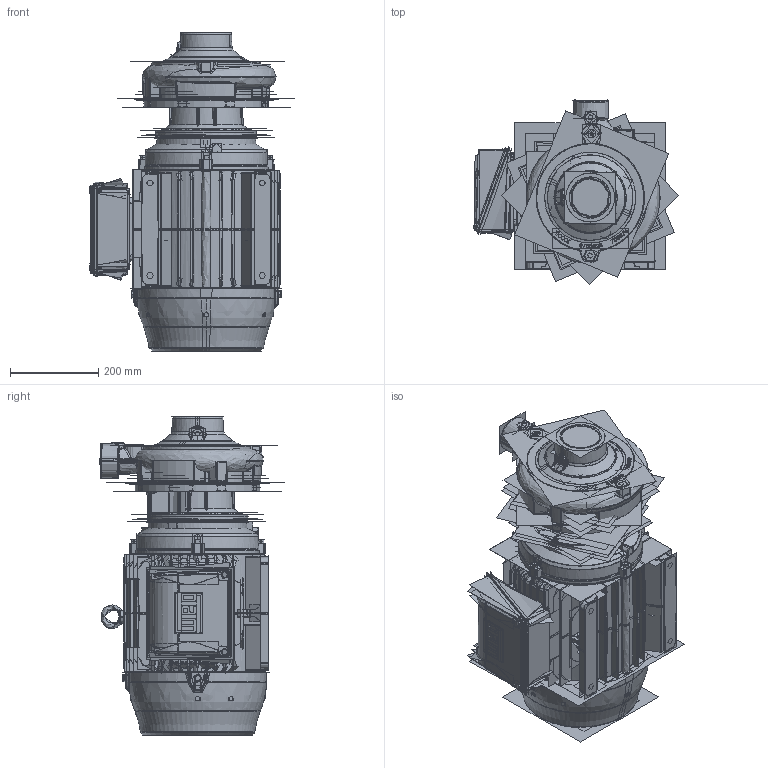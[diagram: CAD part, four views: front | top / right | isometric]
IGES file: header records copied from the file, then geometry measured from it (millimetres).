
Start section:  PTC IGES file: 87233397-00  080-050-200 R 25 T 2P 60 4V.igs
Global section: file name: 87233397-00  080-050-200 R 25 T 2P 60 4V.igs; native system: Creo Parametric by PTC Inc.; preprocessor: 2019224; author: santl04; organization: Unknown; date: 20210416.161642; units: millimetre
Bounding box: 466.33 x 417.56 x 723.93 mm (x, y, z)
Volume: 102822005.9 mm3; surface area: 34071445.1 mm2
Topology: 7 solids, 22 shells, 9166 faces, 51535 edges, 68225 vertices
Faces by surface type: bspline 6004, revolution 3134, extrusion 28
